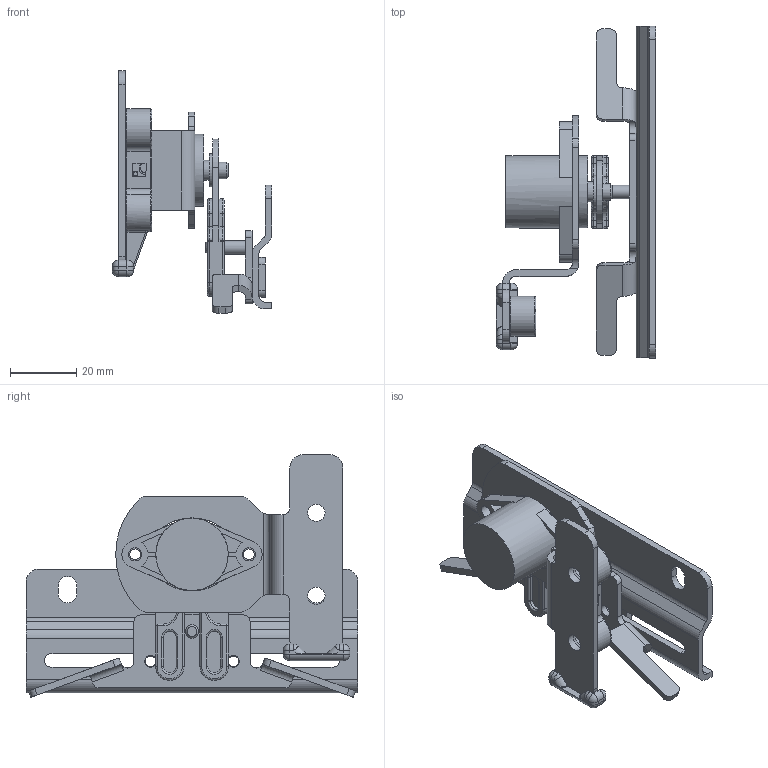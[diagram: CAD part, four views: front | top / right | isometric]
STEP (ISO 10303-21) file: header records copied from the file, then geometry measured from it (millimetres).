
FILE_DESCRIPTION(/* description */ (''),/* implementation_level */ '2;1');
FILE_NAME(/* name */ 'SC-TL.stp',/* time_stamp */ '2019-08-06T08:02:19+02:00',/* author */ ('Giuliano'),/* organization */ (''),/* preprocessor_version */ 'ST-DEVELOPER v17.2',/* originating_system */ 'Autodesk Inventor 2019',/* authorisation */ '');
FILE_SCHEMA (('AUTOMOTIVE_DESIGN { 1 0 10303 214 3 1 1 }'));
Length unit declared in the file: millimetre
Products named in the file (1): SC-TL
Bounding box: 48.2 x 100 x 73.06 mm (x, y, z)
Volume: 30642.8 mm3; surface area: 24596.2 mm2
Topology: 2 solids, 2 shells, 512 faces, 1351 edges, 851 vertices
Faces by surface type: plane 197, cylinder 175, bspline 83, torus 35, sphere 16, cone 6
Full cylindrical faces by diameter (mm): 1.293 x1, 3.242 x4, 3.5 x2, 4 x3, 5 x1, 5.2 x4, 6 x1, 10 x1, 21.8 x1
Entity records: 17513 total; most frequent: CARTESIAN_POINT 4621, ORIENTED_EDGE 2694, DIRECTION 2462, EDGE_CURVE 1347, AXIS2_PLACEMENT_3D 877, VERTEX_POINT 851, LINE 708, VECTOR 708
